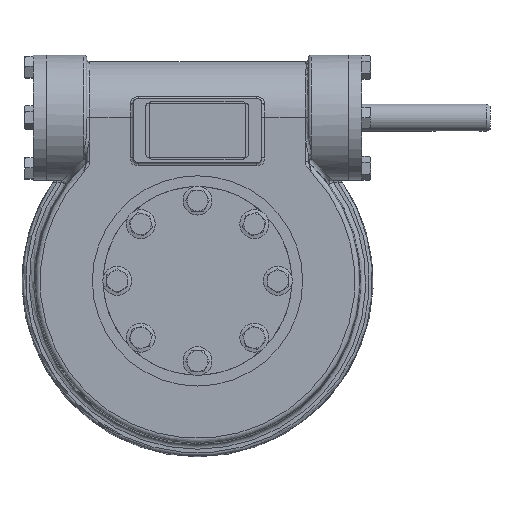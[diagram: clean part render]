
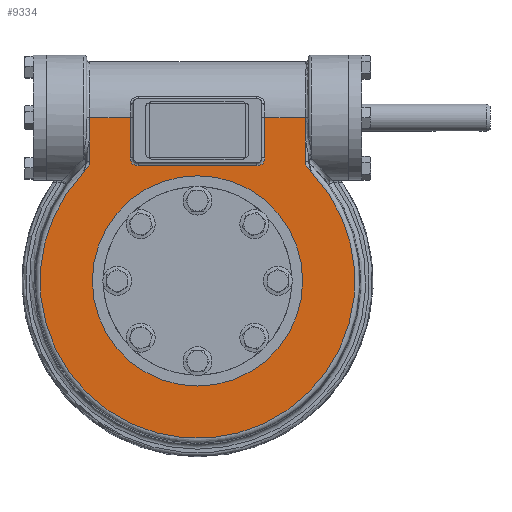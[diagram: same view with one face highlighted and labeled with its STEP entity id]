
A CAD part, top view. The second image highlights one B-rep face of the part: STEP entity #9334.
In plain terms, the highlighted planar face has unit normal (0, 0, 1).
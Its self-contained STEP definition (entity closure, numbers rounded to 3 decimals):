
#660=B_SPLINE_CURVE_WITH_KNOTS('',3,(#30354,#30355,#30356,#30357,#30358,
#30359,#30360),.UNSPECIFIED.,.F.,.F.,(4,1,1,1,4),(0.,0.002,
0.004,0.006,0.008),
 .UNSPECIFIED.);
#670=B_SPLINE_CURVE_WITH_KNOTS('',3,(#30601,#30602,#30603,#30604,#30605,
#30606,#30607),.UNSPECIFIED.,.F.,.F.,(4,1,1,1,4),(0.,0.002,
0.004,0.006,0.008),
 .UNSPECIFIED.);
#1171=LINE('',#29514,#1593);
#1174=LINE('',#29521,#1596);
#1176=LINE('',#29536,#1598);
#1192=LINE('',#30306,#1614);
#1193=LINE('',#30522,#1615);
#1195=LINE('',#30664,#1617);
#1196=LINE('',#30665,#1618);
#1593=VECTOR('',#14498,1000.);
#1596=VECTOR('',#14505,1000.);
#1598=VECTOR('',#14525,1000.);
#1614=VECTOR('',#14611,1000.);
#1615=VECTOR('',#14630,1000.);
#1617=VECTOR('',#14654,1000.);
#1618=VECTOR('',#14655,1000.);
#1835=PLANE('',#12289);
#4396=ORIENTED_EDGE('',*,*,#5822,.F.);
#4397=ORIENTED_EDGE('',*,*,#5741,.T.);
#4398=ORIENTED_EDGE('',*,*,#5747,.T.);
#4399=ORIENTED_EDGE('',*,*,#5753,.T.);
#4400=ORIENTED_EDGE('',*,*,#5751,.T.);
#4401=ORIENTED_EDGE('',*,*,#5745,.T.);
#4402=ORIENTED_EDGE('',*,*,#5821,.F.);
#4403=ORIENTED_EDGE('',*,*,#5808,.T.);
#4404=ORIENTED_EDGE('',*,*,#5814,.T.);
#4405=ORIENTED_EDGE('',*,*,#5818,.T.);
#4406=ORIENTED_EDGE('',*,*,#5797,.T.);
#4407=ORIENTED_EDGE('',*,*,#5795,.T.);
#4408=ORIENTED_EDGE('',*,*,#5654,.T.);
#5654=EDGE_CURVE('',#6603,#6603,#7071,.T.);
#5741=EDGE_CURVE('',#6660,#6664,#1171,.F.);
#5745=EDGE_CURVE('',#6665,#6661,#1174,.F.);
#5747=EDGE_CURVE('',#6664,#6668,#7119,.F.);
#5751=EDGE_CURVE('',#6669,#6665,#7123,.F.);
#5753=EDGE_CURVE('',#6668,#6669,#1176,.F.);
#5795=EDGE_CURVE('',#6690,#6650,#1192,.F.);
#5797=EDGE_CURVE('',#6692,#6690,#660,.F.);
#5808=EDGE_CURVE('',#6647,#6697,#1193,.F.);
#5814=EDGE_CURVE('',#6697,#6700,#670,.T.);
#5818=EDGE_CURVE('',#6700,#6692,#7150,.T.);
#5821=EDGE_CURVE('',#6647,#6661,#1195,.T.);
#5822=EDGE_CURVE('',#6660,#6650,#1196,.T.);
#6603=VERTEX_POINT('',#28470);
#6647=VERTEX_POINT('',#29189);
#6650=VERTEX_POINT('',#29232);
#6660=VERTEX_POINT('',#29501);
#6661=VERTEX_POINT('',#29506);
#6664=VERTEX_POINT('',#29513);
#6665=VERTEX_POINT('',#29518);
#6668=VERTEX_POINT('',#29525);
#6669=VERTEX_POINT('',#29530);
#6690=VERTEX_POINT('',#30303);
#6692=VERTEX_POINT('',#30361);
#6697=VERTEX_POINT('',#30521);
#6700=VERTEX_POINT('',#30600);
#7071=CIRCLE('',#12164,65.5);
#7119=CIRCLE('',#12227,5.);
#7123=CIRCLE('',#12232,5.);
#7150=CIRCLE('',#12281,98.052);
#7841=EDGE_LOOP('',(#4396,#4397,#4398,#4399,#4400,#4401,#4402,#4403,#4404,
#4405,#4406,#4407));
#7842=EDGE_LOOP('',(#4408));
#8540=FACE_BOUND('',#7841,.T.);
#8541=FACE_BOUND('',#7842,.T.);
#9334=ADVANCED_FACE('',(#8540,#8541),#1835,.T.);
#12164=AXIS2_PLACEMENT_3D('',#28469,#14376,#14377);
#12227=AXIS2_PLACEMENT_3D('',#29526,#14510,#14511);
#12232=AXIS2_PLACEMENT_3D('',#29533,#14520,#14521);
#12281=AXIS2_PLACEMENT_3D('',#30656,#14638,#14639);
#12289=AXIS2_PLACEMENT_3D('',#30666,#14656,#14657);
#14376=DIRECTION('',(0.,0.,-1.));
#14377=DIRECTION('',(1.,0.,0.));
#14498=DIRECTION('',(0.,1.,0.));
#14505=DIRECTION('',(0.,-1.,0.));
#14510=DIRECTION('',(0.,0.,1.));
#14511=DIRECTION('',(1.,0.,0.));
#14520=DIRECTION('',(0.,0.,1.));
#14521=DIRECTION('',(1.,0.,0.));
#14525=DIRECTION('',(1.,0.,0.));
#14611=DIRECTION('',(0.,-1.,0.));
#14630=DIRECTION('',(0.,1.,0.));
#14638=DIRECTION('',(0.,0.,1.));
#14639=DIRECTION('',(1.,0.,0.));
#14654=DIRECTION('',(1.,0.,0.));
#14655=DIRECTION('',(1.,0.,0.));
#14656=DIRECTION('',(0.,0.,1.));
#14657=DIRECTION('',(1.,0.,0.));
#28469=CARTESIAN_POINT('',(102.24,-101.625,35.));
#28470=CARTESIAN_POINT('',(167.74,-101.625,35.));
#29189=CARTESIAN_POINT('',(35.24,0.,35.));
#29232=CARTESIAN_POINT('',(169.24,0.,35.));
#29501=CARTESIAN_POINT('',(144.24,0.,35.));
#29506=CARTESIAN_POINT('',(60.24,0.,35.));
#29513=CARTESIAN_POINT('',(144.24,-25.,35.));
#29514=CARTESIAN_POINT('',(144.24,-25.,35.));
#29518=CARTESIAN_POINT('',(60.24,-25.,35.));
#29521=CARTESIAN_POINT('',(60.24,0.,35.));
#29525=CARTESIAN_POINT('',(139.24,-30.,35.));
#29526=CARTESIAN_POINT('',(139.24,-25.,35.));
#29530=CARTESIAN_POINT('',(65.24,-30.,35.));
#29533=CARTESIAN_POINT('',(65.24,-25.,35.));
#29536=CARTESIAN_POINT('',(65.24,-30.,35.));
#30303=CARTESIAN_POINT('',(169.24,-27.074,35.));
#30306=CARTESIAN_POINT('',(169.24,-17.205,35.));
#30354=CARTESIAN_POINT('',(169.24,-27.074,35.));
#30355=CARTESIAN_POINT('',(169.24,-27.761,35.));
#30356=CARTESIAN_POINT('',(169.58,-29.1,35.));
#30357=CARTESIAN_POINT('',(170.714,-30.8,35.));
#30358=CARTESIAN_POINT('',(171.973,-32.401,35.));
#30359=CARTESIAN_POINT('',(172.823,-33.468,35.));
#30360=CARTESIAN_POINT('',(173.24,-34.,35.));
#30361=CARTESIAN_POINT('',(173.24,-34.,35.));
#30521=CARTESIAN_POINT('',(35.24,-27.074,35.));
#30522=CARTESIAN_POINT('',(35.24,-31.96,35.));
#30600=CARTESIAN_POINT('',(31.24,-34.,35.));
#30601=CARTESIAN_POINT('',(35.24,-27.074,35.));
#30602=CARTESIAN_POINT('',(35.24,-27.761,35.));
#30603=CARTESIAN_POINT('',(34.9,-29.1,35.));
#30604=CARTESIAN_POINT('',(33.766,-30.8,35.));
#30605=CARTESIAN_POINT('',(32.507,-32.401,35.));
#30606=CARTESIAN_POINT('',(31.657,-33.468,35.));
#30607=CARTESIAN_POINT('',(31.24,-34.,35.));
#30656=CARTESIAN_POINT('',(102.24,-101.625,35.));
#30664=CARTESIAN_POINT('',(-558.91,0.,35.));
#30665=CARTESIAN_POINT('',(-558.91,0.,35.));
#30666=CARTESIAN_POINT('',(102.24,-0.625,35.));
